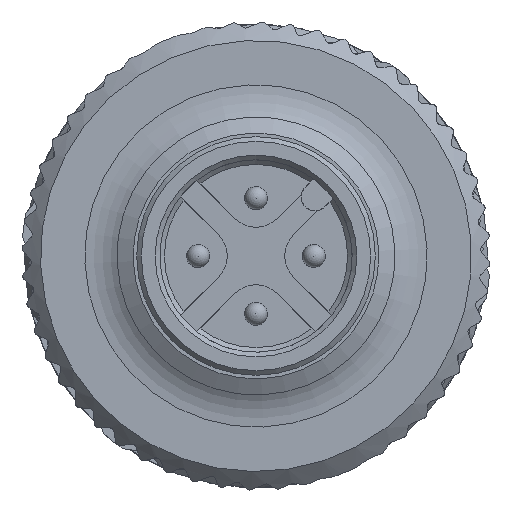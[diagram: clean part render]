
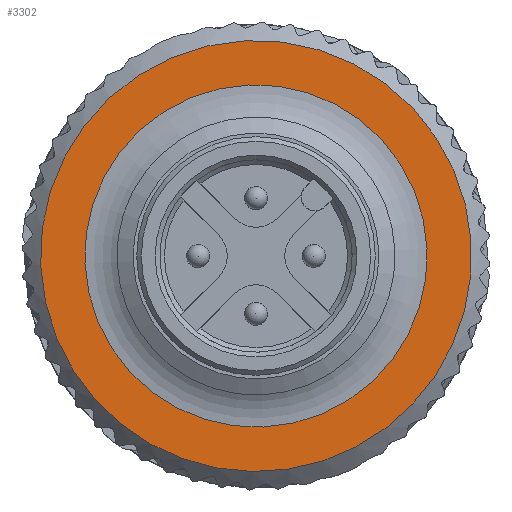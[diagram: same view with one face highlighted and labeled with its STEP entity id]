
A CAD part, left-side view. The second image highlights one B-rep face of the part: STEP entity #3302.
In plain terms, the highlighted planar face has unit normal (-1, 0, 0).
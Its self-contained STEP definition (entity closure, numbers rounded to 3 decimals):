
#2924=PLANE('',#11822);
#3302=ADVANCED_FACE('',(#4139,#4140),#2924,.T.);
#4139=FACE_BOUND('',#4229,.T.);
#4140=FACE_BOUND('',#4230,.T.);
#4229=EDGE_LOOP('',(#5329));
#4230=EDGE_LOOP('',(#5330));
#5329=ORIENTED_EDGE('',*,*,#9980,.T.);
#5330=ORIENTED_EDGE('',*,*,#9746,.T.);
#8575=VERTEX_POINT('',#18022);
#8791=VERTEX_POINT('',#18523);
#9746=EDGE_CURVE('',#8575,#8575,#11284,.T.);
#9980=EDGE_CURVE('',#8791,#8791,#11390,.T.);
#11284=CIRCLE('',#11697,9.3);
#11390=CIRCLE('',#11821,7.387);
#11697=AXIS2_PLACEMENT_3D('',#18021,#12759,#12760);
#11821=AXIS2_PLACEMENT_3D('',#18522,#13124,#13125);
#11822=AXIS2_PLACEMENT_3D('',#18524,#13126,#13127);
#12759=DIRECTION('',(-1.,0.,0.));
#12760=DIRECTION('',(0.,0.924,-0.382));
#13124=DIRECTION('',(1.,0.,0.));
#13125=DIRECTION('',(0.,0.924,-0.382));
#13126=DIRECTION('',(-1.,0.,0.));
#13127=DIRECTION('',(0.,0.924,-0.382));
#18021=CARTESIAN_POINT('',(-9.,0.,0.));
#18022=CARTESIAN_POINT('',(-9.,8.595,-3.551));
#18522=CARTESIAN_POINT('',(-9.,0.,0.));
#18523=CARTESIAN_POINT('',(-9.,6.827,-2.821));
#18524=CARTESIAN_POINT('',(-9.,0.,0.));
